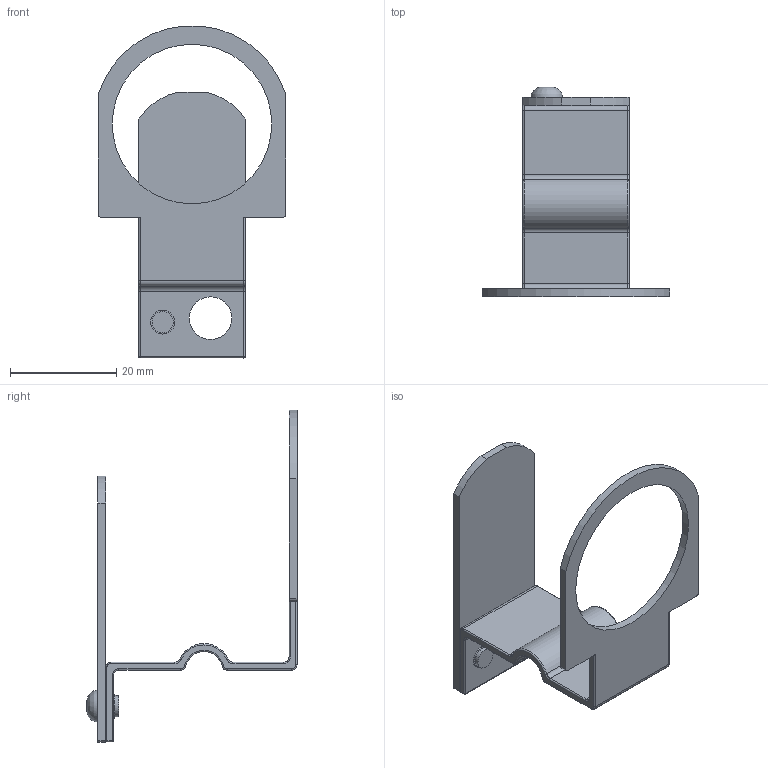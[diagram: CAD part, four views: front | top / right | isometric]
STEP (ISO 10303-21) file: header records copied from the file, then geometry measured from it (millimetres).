
FILE_DESCRIPTION(/* description */ (''),/* implementation_level */ '2;1');
FILE_NAME(/* name */ 'PAM.stp',/* time_stamp */ '2016-08-16T08:49:37-04:00',/* author */ ('CAD Station'),/* organization */ (''),/* preprocessor_version */ 'ST-DEVELOPER v16.1',/* originating_system */ 'Autodesk Inventor 2016',/* authorisation */ '');
FILE_SCHEMA (('AUTOMOTIVE_DESIGN { 1 0 10303 214 3 1 1 }'));
Length unit declared in the file: millimetre
Products named in the file (4): PAM_B; PAM_N; PAM_T; PAM
Assembly tree (3 placements, depth 2):
  PAM
    PAM_B
    PAM_N
    PAM_T
Bounding box: 35.3 x 39.5 x 62.44 mm (x, y, z)
Volume: 3956.7 mm3; surface area: 6048.7 mm2
Topology: 3 solids, 3 shells, 96 faces, 219 edges, 132 vertices
Faces by surface type: cylinder 45, plane 26, torus 20, sphere 4, bspline 1
Full cylindrical faces by diameter (mm): 4 x4, 4.5 x1, 8 x2, 30 x1
Entity records: 2796 total; most frequent: DIRECTION 536, CARTESIAN_POINT 474, ORIENTED_EDGE 422, AXIS2_PLACEMENT_3D 224, EDGE_CURVE 211, VERTEX_POINT 132, CIRCLE 122, EDGE_LOOP 117
